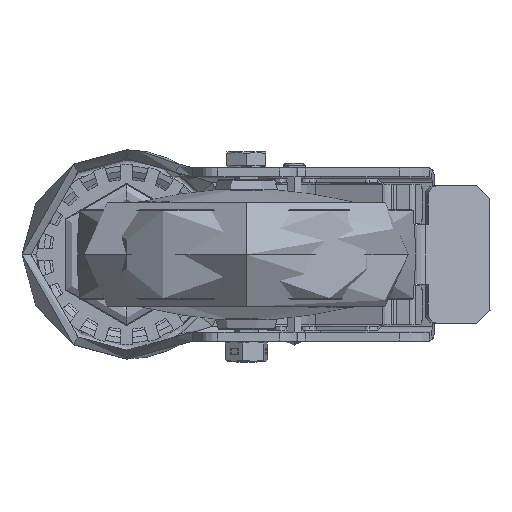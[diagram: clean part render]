
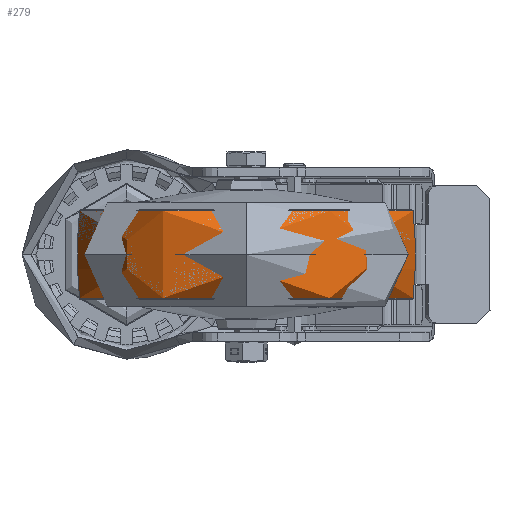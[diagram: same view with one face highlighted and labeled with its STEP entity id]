
A CAD part, front view. The second image highlights one B-rep face of the part: STEP entity #279.
In plain terms, the highlighted toroidal (fillet/blend) face has major radius 83.478 mm and minor radius 140 mm.
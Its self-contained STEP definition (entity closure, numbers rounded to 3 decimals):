
#279 = ADVANCED_FACE ( 'NONE', ( #53198 ), #13930, .T. ) ;
#298 = CARTESIAN_POINT ( 'NONE',  ( 95.76, -91., -14.584 ) ) ;
#403 = DIRECTION ( 'NONE',  ( 0., 0., 1. ) ) ;
#2219 = EDGE_CURVE ( 'NONE', #32296, #46289, #15653, .T. ) ;
#4540 = DIRECTION ( 'NONE',  ( 0., 0., 1. ) ) ;
#5123 = CARTESIAN_POINT ( 'NONE',  ( -43.478, -91., 0. ) ) ;
#5207 = CARTESIAN_POINT ( 'NONE',  ( 123.478, -91., 0. ) ) ;
#10203 = EDGE_CURVE ( 'NONE', #46289, #12822, #38223, .T. ) ;
#11108 = AXIS2_PLACEMENT_3D ( 'NONE', #48771, #403, #18700 ) ;
#11818 = DIRECTION ( 'NONE',  ( 0., 0., 1. ) ) ;
#12822 = VERTEX_POINT ( 'NONE', #56937 ) ;
#12918 = AXIS2_PLACEMENT_3D ( 'NONE', #44676, #4540, #22506 ) ;
#13366 = DIRECTION ( 'NONE',  ( 0., 0., -1. ) ) ;
#13412 = ORIENTED_EDGE ( 'NONE', *, *, #10203, .F. ) ;
#13424 = EDGE_LOOP ( 'NONE', ( #28185, #16306, #13412, #39976 ) ) ;
#13930 = TOROIDAL_SURFACE ( 'NONE', #11108, -83.478, 140. ) ;
#15458 = CARTESIAN_POINT ( 'NONE',  ( -15.76, -91., 14.584 ) ) ;
#15653 = CIRCLE ( 'NONE', #40005, 140. ) ;
#16306 = ORIENTED_EDGE ( 'NONE', *, *, #47063, .T. ) ;
#18700 = DIRECTION ( 'NONE',  ( -1., 0., 0. ) ) ;
#20070 = DIRECTION ( 'NONE',  ( -1., 0., 0. ) ) ;
#22109 = AXIS2_PLACEMENT_3D ( 'NONE', #5123, #23388, #13366 ) ;
#22506 = DIRECTION ( 'NONE',  ( -1., 0., 0. ) ) ;
#23388 = DIRECTION ( 'NONE',  ( 0., -1., 0. ) ) ;
#28185 = ORIENTED_EDGE ( 'NONE', *, *, #39748, .T. ) ;
#30347 = AXIS2_PLACEMENT_3D ( 'NONE', #51009, #11818, #20070 ) ;
#32296 = VERTEX_POINT ( 'NONE', #35755 ) ;
#33383 = CIRCLE ( 'NONE', #22109, 140. ) ;
#35755 = CARTESIAN_POINT ( 'NONE',  ( -15.76, -91., -14.584 ) ) ;
#38223 = CIRCLE ( 'NONE', #12918, 55.76 ) ;
#39748 = EDGE_CURVE ( 'NONE', #32296, #49165, #44253, .T. ) ;
#39976 = ORIENTED_EDGE ( 'NONE', *, *, #2219, .F. ) ;
#40005 = AXIS2_PLACEMENT_3D ( 'NONE', #5207, #53868, #41284 ) ;
#41284 = DIRECTION ( 'NONE',  ( 0., 0., 1. ) ) ;
#44253 = CIRCLE ( 'NONE', #30347, 55.76 ) ;
#44676 = CARTESIAN_POINT ( 'NONE',  ( 40., -91., 14.584 ) ) ;
#46289 = VERTEX_POINT ( 'NONE', #15458 ) ;
#47063 = EDGE_CURVE ( 'NONE', #49165, #12822, #33383, .T. ) ;
#48771 = CARTESIAN_POINT ( 'NONE',  ( 40., -91., 0. ) ) ;
#49165 = VERTEX_POINT ( 'NONE', #298 ) ;
#51009 = CARTESIAN_POINT ( 'NONE',  ( 40., -91., -14.584 ) ) ;
#53198 = FACE_OUTER_BOUND ( 'NONE', #13424, .T. ) ;
#53868 = DIRECTION ( 'NONE',  ( 0., 1., 0. ) ) ;
#56937 = CARTESIAN_POINT ( 'NONE',  ( 95.76, -91., 14.584 ) ) ;
